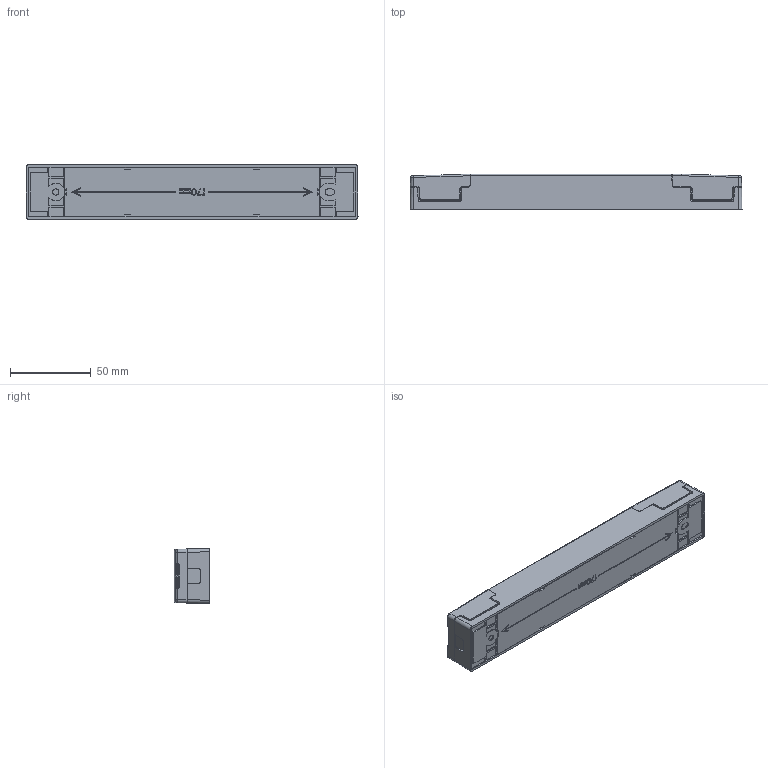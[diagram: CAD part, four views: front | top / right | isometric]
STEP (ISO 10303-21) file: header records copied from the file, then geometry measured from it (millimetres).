
FILE_DESCRIPTION((''),'2;1');
FILE_NAME('ZD1_ZD2_ZD3_ZD4_DR4_IND','2025-09-15T17:03:02',('chuncheng.yin'),(''),'CREO PARAMETRIC BY PTC INC, 2024401','CREO PARAMETRIC BY PTC INC, 2024401','');
FILE_SCHEMA(('CONFIG_CONTROL_DESIGN'));
Length unit declared in the file: millimetre
Products named in the file (1): ZD1_ZD2_ZD3_ZD4_DR4_IND
Bounding box: 206 x 22.01 x 34 mm (x, y, z)
Volume: 146091.5 mm3; surface area: 37717.8 mm2
Topology: 1 solids, 5 shells, 1384 faces, 3984 edges, 2636 vertices
Faces by surface type: plane 1213, cylinder 130, bspline 20, cone 14, torus 5, sphere 2
Entity records: 45924 total; most frequent: CARTESIAN_POINT 10087, ORIENTED_EDGE 7968, DIRECTION 6543, EDGE_CURVE 3984, VECTOR 3593, LINE 3593, VERTEX_POINT 2636, AXIS2_PLACEMENT_3D 1475
